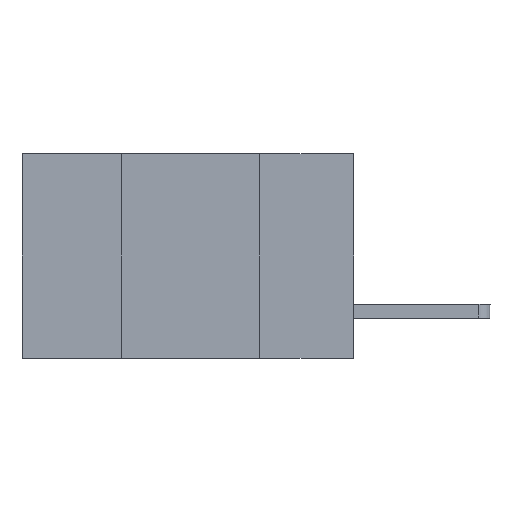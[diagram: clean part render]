
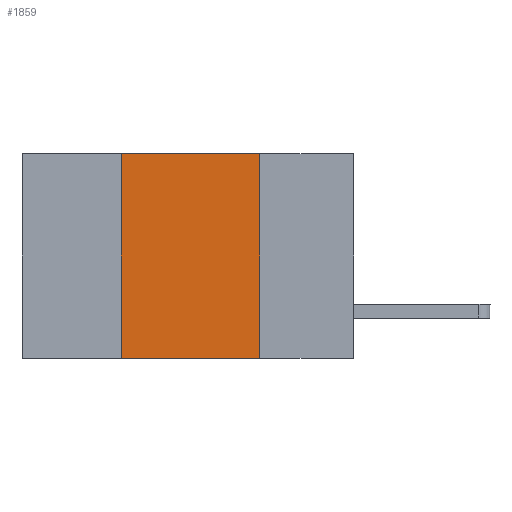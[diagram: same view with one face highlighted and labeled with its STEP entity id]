
A CAD part, left-side view. The second image highlights one B-rep face of the part: STEP entity #1859.
In plain terms, the highlighted planar face has unit normal (-1, 0, 0).
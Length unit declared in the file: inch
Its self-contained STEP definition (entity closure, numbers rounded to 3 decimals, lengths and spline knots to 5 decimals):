
#201 = ORIENTED_EDGE ( 'NONE', *, *, #3718, .T. ) ;
#753 = DIRECTION ( 'NONE',  ( 0., 0., -1. ) ) ;
#928 = CARTESIAN_POINT ( 'NONE',  ( 0., 0.42, 0. ) ) ;
#1224 = VERTEX_POINT ( 'NONE', #928 ) ;
#1507 = VECTOR ( 'NONE', #753, 39.37008 ) ;
#1859 = ADVANCED_FACE ( 'NONE', ( #8797 ), #7188, .F. ) ;
#3099 = ORIENTED_EDGE ( 'NONE', *, *, #3423, .F. ) ;
#3213 = EDGE_CURVE ( 'NONE', #8471, #7584, #4804, .T. ) ;
#3287 = VECTOR ( 'NONE', #7239, 39.37008 ) ;
#3423 = EDGE_CURVE ( 'NONE', #7931, #1224, #5768, .T. ) ;
#3718 = EDGE_CURVE ( 'NONE', #7931, #7584, #5868, .T. ) ;
#3840 = VECTOR ( 'NONE', #4063, 39.37008 ) ;
#3945 = VECTOR ( 'NONE', #5093, 39.37008 ) ;
#4063 = DIRECTION ( 'NONE',  ( 0., -1., 0. ) ) ;
#4439 = DIRECTION ( 'NONE',  ( 1., 0., 0. ) ) ;
#4804 = LINE ( 'NONE', #8246, #1507 ) ;
#4810 = CARTESIAN_POINT ( 'NONE',  ( 0., 0.6, -0.37 ) ) ;
#5065 = CARTESIAN_POINT ( 'NONE',  ( 0., 0.42, 0. ) ) ;
#5093 = DIRECTION ( 'NONE',  ( 0., 0., 1. ) ) ;
#5208 = CARTESIAN_POINT ( 'NONE',  ( 0., 0.6, 0. ) ) ;
#5619 = CARTESIAN_POINT ( 'NONE',  ( 0., 0.42, -0.37 ) ) ;
#5739 = AXIS2_PLACEMENT_3D ( 'NONE', #5208, #4439, #6552 ) ;
#5768 = LINE ( 'NONE', #5065, #3945 ) ;
#5807 = ORIENTED_EDGE ( 'NONE', *, *, #3213, .F. ) ;
#5868 = LINE ( 'NONE', #4810, #3840 ) ;
#6371 = CARTESIAN_POINT ( 'NONE',  ( 0., 0.17, -0.37 ) ) ;
#6435 = LINE ( 'NONE', #8703, #3287 ) ;
#6552 = DIRECTION ( 'NONE',  ( 0., 0., -1. ) ) ;
#6698 = EDGE_CURVE ( 'NONE', #1224, #8471, #6435, .T. ) ;
#7188 = PLANE ( 'NONE',  #5739 ) ;
#7239 = DIRECTION ( 'NONE',  ( 0., -1., 0. ) ) ;
#7584 = VERTEX_POINT ( 'NONE', #6371 ) ;
#7757 = EDGE_LOOP ( 'NONE', ( #5807, #7811, #3099, #201 ) ) ;
#7811 = ORIENTED_EDGE ( 'NONE', *, *, #6698, .F. ) ;
#7931 = VERTEX_POINT ( 'NONE', #5619 ) ;
#8246 = CARTESIAN_POINT ( 'NONE',  ( 0., 0.17, 0. ) ) ;
#8397 = CARTESIAN_POINT ( 'NONE',  ( 0., 0.17, 0. ) ) ;
#8471 = VERTEX_POINT ( 'NONE', #8397 ) ;
#8703 = CARTESIAN_POINT ( 'NONE',  ( 0., 0.6, 0. ) ) ;
#8797 = FACE_OUTER_BOUND ( 'NONE', #7757, .T. ) ;
